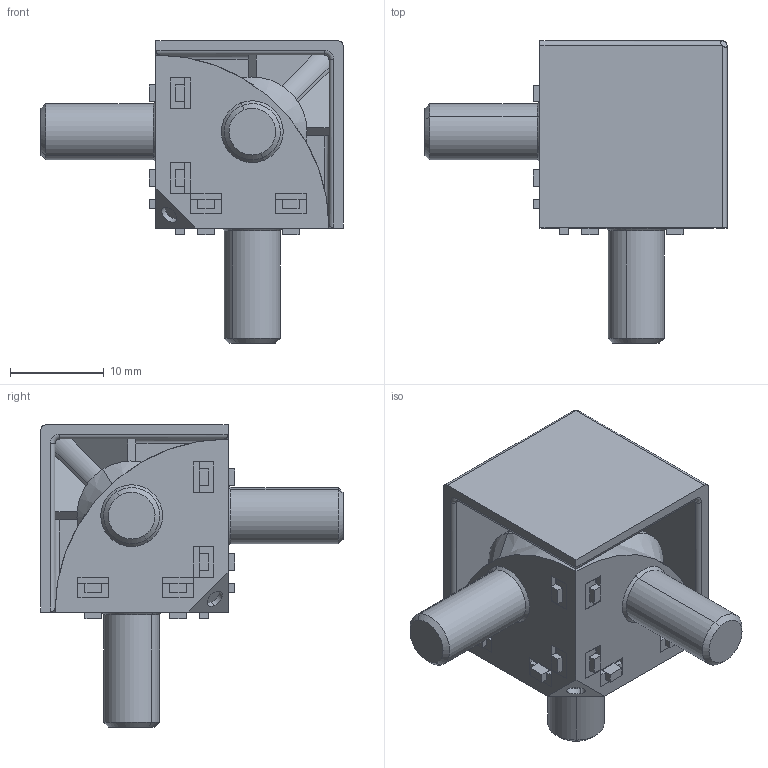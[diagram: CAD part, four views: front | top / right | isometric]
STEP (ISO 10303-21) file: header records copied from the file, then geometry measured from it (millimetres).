
FILE_DESCRIPTION (( 'STEP AP214' ), '1' );
FILE_NAME ('SNSS.30.70.34 3-õ ñòîðîííèé ñîåäèíèòåëü 20õ20, ïàç 6(T39).STEP', '2020-12-16T06:29:06', ( 'Ïîëüçîâàòåëü Windows' ), ( '' ), 'SwSTEP 2.0', 'SolidWorks 2020', '' );
FILE_SCHEMA (( 'AUTOMOTIVE_DESIGN' ));
Length unit declared in the file: millimetre
Products named in the file (4): SNSS.30.70.34 署赅(T39)_00; SNSS.30.70.34 3-õ ñòîðîííèé ñîåäèíèòåëü 20õ20, ïàç 6(T39); SNSS.30.70.34  ﾎ魵瑙韃(T39)_00; SNSS.30.70.34 鎔艜(T39)_00
Assembly tree (5 placements, depth 2):
  SNSS.30.70.34 3-õ ñòîðîííèé ñîåäèíèòåëü 20õ20, ïàç 6(T39)
    SNSS.30.70.34 署赅(T39)_00
    SNSS.30.70.34  ﾎ魵瑙韃(T39)_00
    SNSS.30.70.34 鎔艜(T39)_00  x3
Bounding box: 32.3 x 32.3 x 32.3 mm (x, y, z)
Volume: 5124.8 mm3; surface area: 6179.2 mm2
Topology: 20 solids, 20 shells, 361 faces, 855 edges, 558 vertices
Faces by surface type: plane 298, cylinder 42, cone 12, bspline 6, torus 3
Entity records: 9767 total; most frequent: CARTESIAN_POINT 1865, ORIENTED_EDGE 1566, DIRECTION 1473, EDGE_CURVE 783, LINE 677, VECTOR 677, VERTEX_POINT 514, AXIS2_PLACEMENT_3D 398
